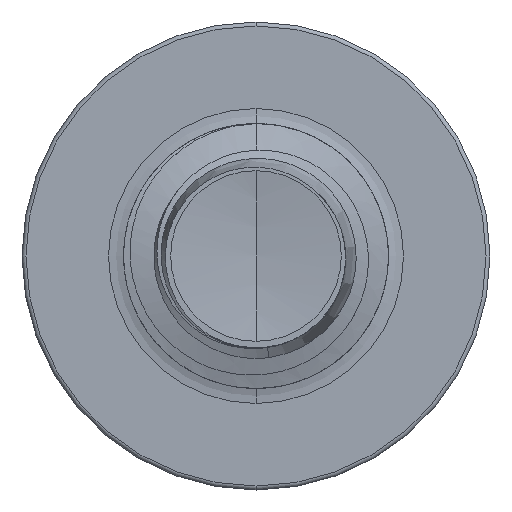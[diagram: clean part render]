
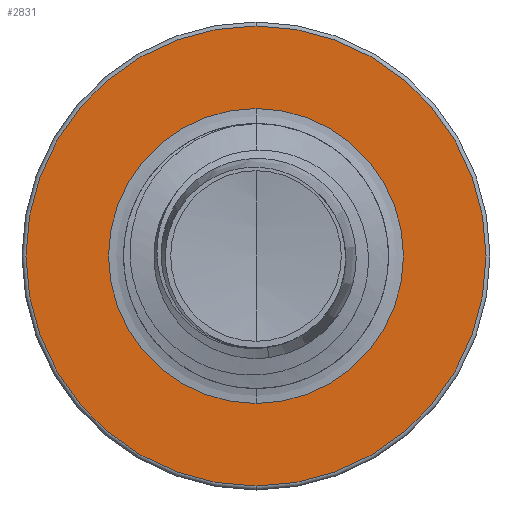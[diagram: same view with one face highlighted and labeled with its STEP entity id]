
A CAD part, front view. The second image highlights one B-rep face of the part: STEP entity #2831.
In plain terms, the highlighted planar face has unit normal (0, -1, 0).
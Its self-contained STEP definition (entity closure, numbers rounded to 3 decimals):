
#1330 = VERTEX_POINT ( 'NONE', #1644 ) ;
#1644 = CARTESIAN_POINT ( 'NONE',  ( 0., 5.5, 1.67 ) ) ;
#2502 = DIRECTION ( 'NONE',  ( 0., 0., 1. ) ) ;
#2521 = DIRECTION ( 'NONE',  ( 0., 1., 0. ) ) ;
#2526 = CARTESIAN_POINT ( 'NONE',  ( 0., 5.5, 0. ) ) ;
#2831 = ADVANCED_FACE ( 'NONE', ( #13533, #9899 ), #9534, .F. ) ;
#3891 = EDGE_CURVE ( 'NONE', #16378, #13590, #11098, .T. ) ;
#5151 = CIRCLE ( 'NONE', #6777, 1.67 ) ;
#5381 = ORIENTED_EDGE ( 'NONE', *, *, #13606, .F. ) ;
#6777 = AXIS2_PLACEMENT_3D ( 'NONE', #11935, #11930, #11844 ) ;
#6865 = CARTESIAN_POINT ( 'NONE',  ( 0., 5.5, -1.67 ) ) ;
#7119 = CIRCLE ( 'NONE', #16127, 1.67 ) ;
#7420 = DIRECTION ( 'NONE',  ( 0., 0., 1. ) ) ;
#7425 = DIRECTION ( 'NONE',  ( 0., 1., 0. ) ) ;
#7447 = CARTESIAN_POINT ( 'NONE',  ( 0., 5.5, 0. ) ) ;
#7701 = DIRECTION ( 'NONE',  ( 0., 0., 1. ) ) ;
#7706 = CARTESIAN_POINT ( 'NONE',  ( 0., 5.5, 2.605 ) ) ;
#7716 = DIRECTION ( 'NONE',  ( 0., 1., 0. ) ) ;
#7736 = CARTESIAN_POINT ( 'NONE',  ( 0., 5.5, 0. ) ) ;
#8518 = CIRCLE ( 'NONE', #13674, 2.605 ) ;
#8914 = CARTESIAN_POINT ( 'NONE',  ( 0., 5.5, -2.605 ) ) ;
#9304 = DIRECTION ( 'NONE',  ( 0., 0., 1. ) ) ;
#9323 = DIRECTION ( 'NONE',  ( 0., 1., 0. ) ) ;
#9469 = CARTESIAN_POINT ( 'NONE',  ( 0., 5.5, -1.67 ) ) ;
#9534 = PLANE ( 'NONE',  #11040 ) ;
#9899 = FACE_BOUND ( 'NONE', #13739, .T. ) ;
#10059 = ORIENTED_EDGE ( 'NONE', *, *, #12048, .T. ) ;
#10380 = EDGE_CURVE ( 'NONE', #1330, #14666, #5151, .T. ) ;
#11040 = AXIS2_PLACEMENT_3D ( 'NONE', #9469, #9323, #9304 ) ;
#11098 = CIRCLE ( 'NONE', #15862, 2.605 ) ;
#11359 = EDGE_LOOP ( 'NONE', ( #5381, #13285 ) ) ;
#11844 = DIRECTION ( 'NONE',  ( 0., 0., 1. ) ) ;
#11930 = DIRECTION ( 'NONE',  ( 0., 1., 0. ) ) ;
#11935 = CARTESIAN_POINT ( 'NONE',  ( 0., 5.5, 0. ) ) ;
#12048 = EDGE_CURVE ( 'NONE', #14666, #1330, #7119, .T. ) ;
#13285 = ORIENTED_EDGE ( 'NONE', *, *, #3891, .F. ) ;
#13533 = FACE_OUTER_BOUND ( 'NONE', #11359, .T. ) ;
#13590 = VERTEX_POINT ( 'NONE', #7706 ) ;
#13606 = EDGE_CURVE ( 'NONE', #13590, #16378, #8518, .T. ) ;
#13674 = AXIS2_PLACEMENT_3D ( 'NONE', #7447, #7425, #7420 ) ;
#13739 = EDGE_LOOP ( 'NONE', ( #15801, #10059 ) ) ;
#14666 = VERTEX_POINT ( 'NONE', #6865 ) ;
#15801 = ORIENTED_EDGE ( 'NONE', *, *, #10380, .T. ) ;
#15862 = AXIS2_PLACEMENT_3D ( 'NONE', #7736, #7716, #7701 ) ;
#16127 = AXIS2_PLACEMENT_3D ( 'NONE', #2526, #2521, #2502 ) ;
#16378 = VERTEX_POINT ( 'NONE', #8914 ) ;
